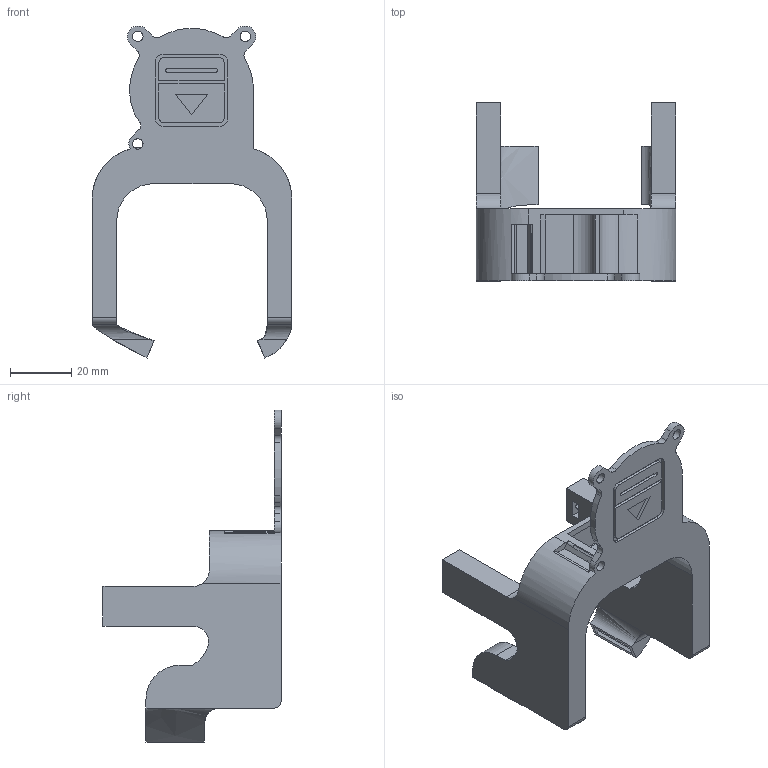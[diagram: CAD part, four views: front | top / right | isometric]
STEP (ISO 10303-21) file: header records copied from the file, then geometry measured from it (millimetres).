
FILE_DESCRIPTION(/* description */ (''),/* implementation_level */ '2;1');
FILE_NAME(/* name */ 'fan duct.step',/* time_stamp */ '2022-11-08T12:16:14+08:00',/* author */ (''),/* organization */ (''),/* preprocessor_version */ 'ST-DEVELOPER v19.2',/* originating_system */ 'Autodesk Translation Framework v11.17.0.187',/* authorisation */ '');
FILE_SCHEMA (('AUTOMOTIVE_DESIGN { 1 0 10303 214 3 1 1 }'));
Length unit declared in the file: millimetre
Products named in the file (1): fan duct
Bounding box: 65 x 57.95 x 108.08 mm (x, y, z)
Volume: 26736.1 mm3; surface area: 28911.2 mm2
Topology: 1 solids, 1 shells, 172 faces, 489 edges, 324 vertices
Faces by surface type: plane 101, cylinder 63, bspline 8
Full cylindrical faces by diameter (mm): 3.2 x4, 3.4 x3
Entity records: 5945 total; most frequent: CARTESIAN_POINT 1344, ORIENTED_EDGE 978, DIRECTION 920, EDGE_CURVE 489, LINE 334, VECTOR 334, VERTEX_POINT 324, AXIS2_PLACEMENT_3D 293
